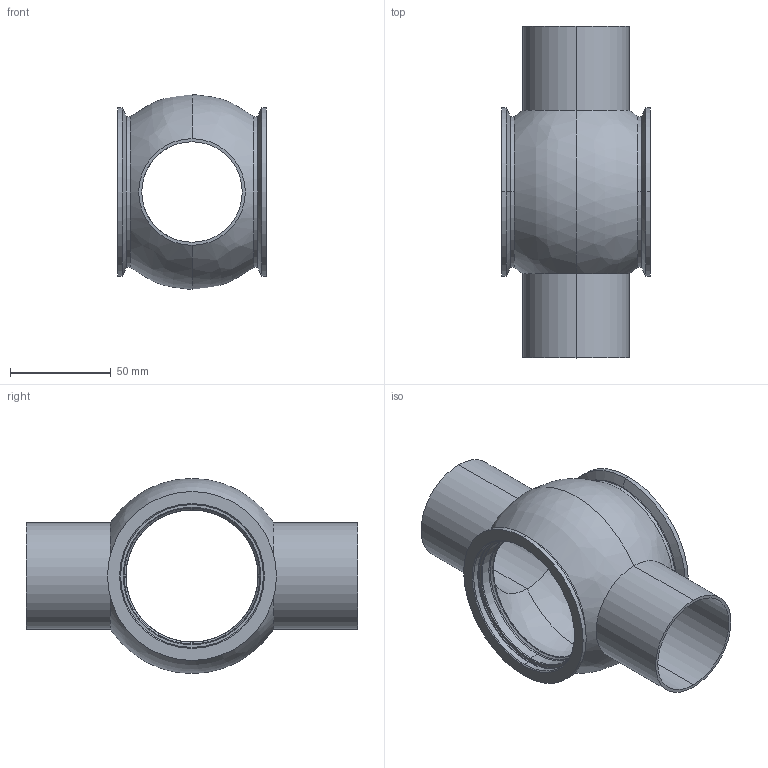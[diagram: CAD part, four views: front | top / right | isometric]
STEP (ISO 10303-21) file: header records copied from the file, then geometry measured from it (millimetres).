
FILE_DESCRIPTION (( 'STEP AP203' ), '1' );
FILE_NAME ('Gehäuse_kompl_-+-7100_050_001-041S.STEP', '2010-12-03T08:39:49', ( ' ' ), ( ' ' ), 'SwSTEP 2.0', 'SolidWorks 2009', '' );
FILE_SCHEMA (( 'CONFIG_CONTROL_DESIGN' ));
Length unit declared in the file: millimetre
Products named in the file (1): Gehäuse_kompl_-+-7100_050_001-041S
Bounding box: 74 x 165 x 97 mm (x, y, z)
Volume: 109816.7 mm3; surface area: 66711.1 mm2
Topology: 1 solids, 1 shells, 81 faces, 195 edges, 120 vertices
Faces by surface type: bspline 27, cylinder 26, cone 20, plane 8
Entity records: 3648 total; most frequent: CARTESIAN_POINT 1690, DIRECTION 426, ORIENTED_EDGE 390, EDGE_CURVE 195, AXIS2_PLACEMENT_3D 190, CIRCLE 135, VERTEX_POINT 120, EDGE_LOOP 91
